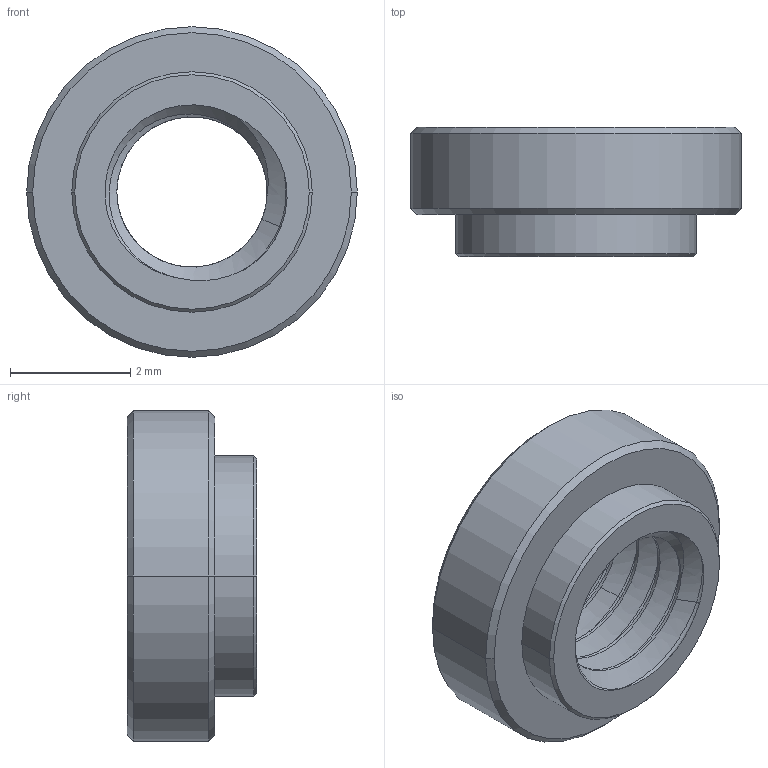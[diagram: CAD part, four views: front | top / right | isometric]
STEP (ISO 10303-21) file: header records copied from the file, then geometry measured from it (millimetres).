
FILE_DESCRIPTION((''),'2;1');
FILE_NAME('NUT','2015-05-29T',('yunx.liu'),(''),'PRO/ENGINEER BY PARAMETRIC TECHNOLOGY CORPORATION, 2012230','PRO/ENGINEER BY PARAMETRIC TECHNOLOGY CORPORATION, 2012230','');
FILE_SCHEMA(('CONFIG_CONTROL_DESIGN'));
Length unit declared in the file: millimetre
Products named in the file (1): NUT
Bounding box: 5.5 x 2.15 x 5.5 mm (x, y, z)
Volume: 29.2 mm3; surface area: 98.2 mm2
Topology: 1 solids, 1 shells, 29 faces, 69 edges, 43 vertices
Faces by surface type: cylinder 10, cone 8, bspline 8, plane 3
Entity records: 2324 total; most frequent: CARTESIAN_POINT 1684, ORIENTED_EDGE 138, DIRECTION 96, EDGE_CURVE 69, VERTEX_POINT 43, AXIS2_PLACEMENT_3D 39, B_SPLINE_CURVE_WITH_KNOTS 33, EDGE_LOOP 32
